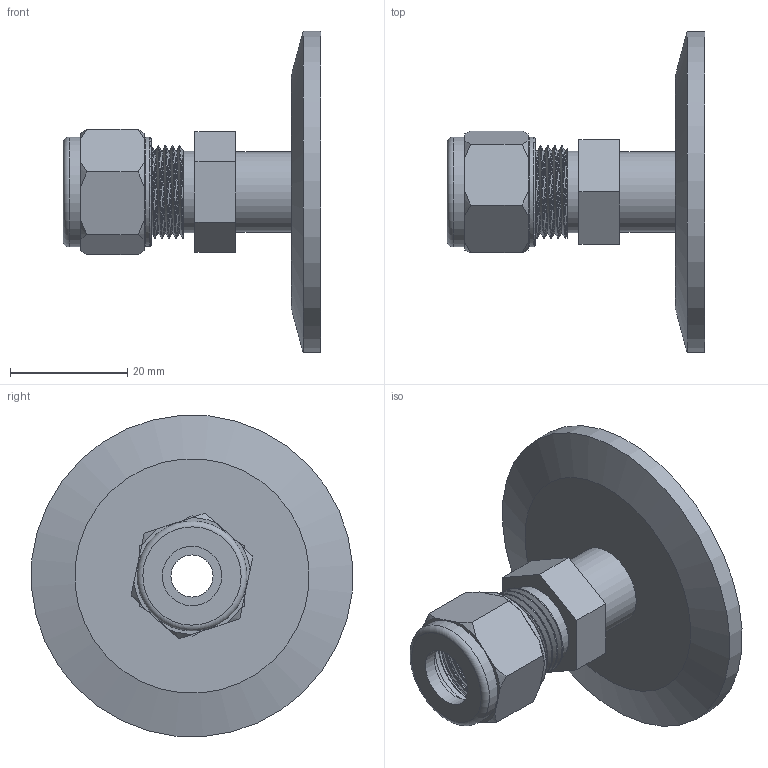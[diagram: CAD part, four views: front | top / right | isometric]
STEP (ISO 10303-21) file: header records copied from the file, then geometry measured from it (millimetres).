
FILE_DESCRIPTION (( 'STEP AP214' ), '1' );
FILE_NAME ('1KF40DB10FULLVAC.STEP', '2025-06-26T15:20:09', ( '' ), ( '' ), 'SwSTEP 2.0', 'SolidWorks 2017', '' );
FILE_SCHEMA (( 'AUTOMOTIVE_DESIGN' ));
Length unit declared in the file: millimetre
Products named in the file (1): 1KF40DB10FULLVAC
Bounding box: 44 x 54.87 x 54.87 mm (x, y, z)
Surface area: 10612.8 mm2 (no closed solid volume)
Topology: 0 solids, 5 shells, 85 faces, 223 edges, 146 vertices
Faces by surface type: plane 30, bspline 17, cone 16, cylinder 14, torus 8
Full cylindrical faces by diameter (mm): 7.2 x1, 10.15 x1, 11 x1, 13.5 x1, 13.7 x2, 14 x1, 15 x1, 18.7 x1, 18.8 x1, 31.5 x1, 41.2 x1, 55 x1
Entity records: 8753 total; most frequent: CARTESIAN_POINT 6023, ORIENTED_EDGE 356, DIRECTION 332, EDGE_CURVE 198, VERTEX_POINT 140, AXIS2_PLACEMENT_3D 137, EDGE_LOOP 113, FACE_OUTER_BOUND 99
